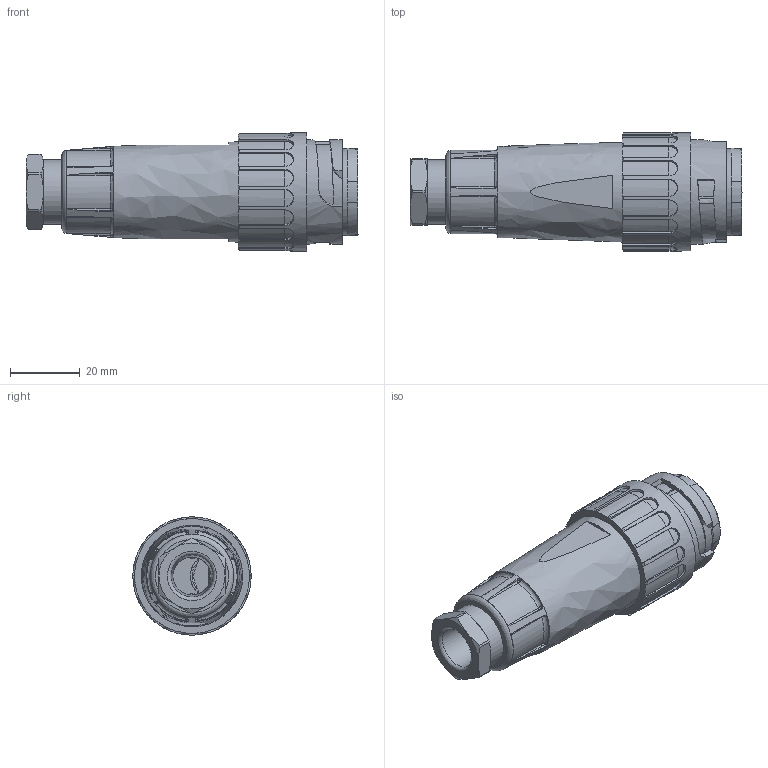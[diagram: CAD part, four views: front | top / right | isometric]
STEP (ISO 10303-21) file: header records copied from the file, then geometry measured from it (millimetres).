
FILE_DESCRIPTION((''),'2;1');
FILE_NAME('Teil9.stp','2014-04-14T15:41:12',('User'), ('SDRC'),'I-DEAS Master Series 9','UNIX','Yes');
FILE_SCHEMA(('CONFIG_CONTROL_DESIGN', 'GEOMETRIC_VALIDATION_PROPERTIES_MIM','SHAPE_APPEARANCE_LAYER_MIM'));
Length unit declared in the file: millimetre
Bounding box: 95.53 x 34 x 34 mm (x, y, z)
Volume: 131 mm3; surface area: 29360.7 mm2
Topology: 1 solids, 3 shells, 810 faces, 2131 edges, 1315 vertices
Faces by surface type: bspline 810
Entity records: 29141 total; most frequent: CARTESIAN_POINT 14883, ORIENTED_EDGE 4187, OVER_RIDING_STYLED_ITEM 2230, EDGE_CURVE 2097, VERTEX_POINT 1311, EDGE_LOOP 869, FACE_OUTER_BOUND 810, ADVANCED_FACE 810
